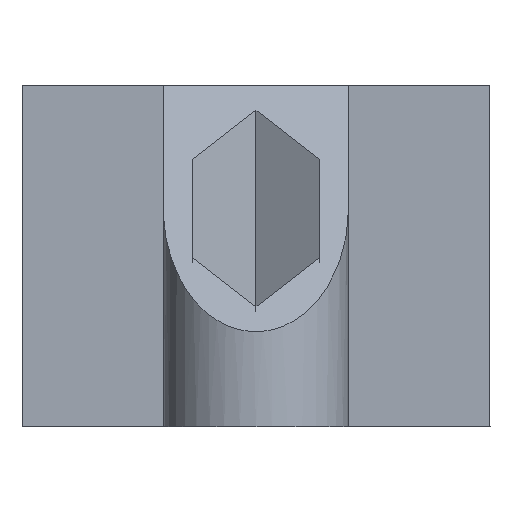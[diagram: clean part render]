
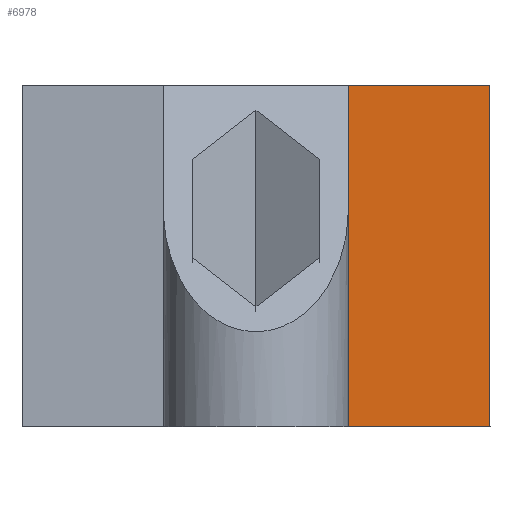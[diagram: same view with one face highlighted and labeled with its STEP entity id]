
A CAD part, left-side view. The second image highlights one B-rep face of the part: STEP entity #6978.
In plain terms, the highlighted planar face has unit normal (-1, 0, 0).
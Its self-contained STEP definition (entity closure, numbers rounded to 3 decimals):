
#263 = PLANE('',#264);
#264 = AXIS2_PLACEMENT_3D('',#265,#266,#267);
#265 = CARTESIAN_POINT('',(0.,0.,24.3));
#266 = DIRECTION('',(0.,0.,1.));
#267 = DIRECTION('',(1.,0.,0.));
#566 = PLANE('',#567);
#567 = AXIS2_PLACEMENT_3D('',#568,#569,#570);
#568 = CARTESIAN_POINT('',(20.2,-15.,-20.2));
#569 = DIRECTION('',(0.,1.,0.));
#570 = DIRECTION('',(-1.,0.,0.));
#792 = EDGE_CURVE('',#793,#795,#797,.T.);
#793 = VERTEX_POINT('',#794);
#794 = CARTESIAN_POINT('',(-20.2,-15.,24.3));
#795 = VERTEX_POINT('',#796);
#796 = CARTESIAN_POINT('',(-20.2,-5.934,24.3));
#797 = SURFACE_CURVE('',#798,(#802,#809),.PCURVE_S1.);
#798 = LINE('',#799,#800);
#799 = CARTESIAN_POINT('',(-20.2,0.,24.3));
#800 = VECTOR('',#801,1.);
#801 = DIRECTION('',(0.,1.,0.));
#802 = PCURVE('',#263,#803);
#803 = DEFINITIONAL_REPRESENTATION('',(#804),#808);
#804 = LINE('',#805,#806);
#805 = CARTESIAN_POINT('',(-20.2,0.));
#806 = VECTOR('',#807,1.);
#807 = DIRECTION('',(0.,1.));
#808 = ( GEOMETRIC_REPRESENTATION_CONTEXT(2) 
PARAMETRIC_REPRESENTATION_CONTEXT() REPRESENTATION_CONTEXT('2D SPACE',''
  ) );
#809 = PCURVE('',#810,#815);
#810 = PLANE('',#811);
#811 = AXIS2_PLACEMENT_3D('',#812,#813,#814);
#812 = CARTESIAN_POINT('',(-20.2,-15.,-20.2));
#813 = DIRECTION('',(1.,0.,0.));
#814 = DIRECTION('',(0.,1.,0.));
#815 = DEFINITIONAL_REPRESENTATION('',(#816),#820);
#816 = LINE('',#817,#818);
#817 = CARTESIAN_POINT('',(15.,44.5));
#818 = VECTOR('',#819,1.);
#819 = DIRECTION('',(1.,0.));
#820 = ( GEOMETRIC_REPRESENTATION_CONTEXT(2) 
PARAMETRIC_REPRESENTATION_CONTEXT() REPRESENTATION_CONTEXT('2D SPACE',''
  ) );
#2637 = PLANE('',#2638);
#2638 = AXIS2_PLACEMENT_3D('',#2639,#2640,#2641);
#2639 = CARTESIAN_POINT('',(-32.079,-15.,2.4));
#2640 = DIRECTION('',(0.,0.,1.));
#2641 = DIRECTION('',(1.,0.,0.));
#6881 = VERTEX_POINT('',#6882);
#6882 = CARTESIAN_POINT('',(-20.2,-15.,2.4));
#6903 = EDGE_CURVE('',#793,#6881,#6904,.T.);
#6904 = SURFACE_CURVE('',#6905,(#6909,#6916),.PCURVE_S1.);
#6905 = LINE('',#6906,#6907);
#6906 = CARTESIAN_POINT('',(-20.2,-15.,24.3));
#6907 = VECTOR('',#6908,1.);
#6908 = DIRECTION('',(0.,0.,-1.));
#6909 = PCURVE('',#566,#6910);
#6910 = DEFINITIONAL_REPRESENTATION('',(#6911),#6915);
#6911 = LINE('',#6912,#6913);
#6912 = CARTESIAN_POINT('',(40.4,44.5));
#6913 = VECTOR('',#6914,1.);
#6914 = DIRECTION('',(0.,-1.));
#6915 = ( GEOMETRIC_REPRESENTATION_CONTEXT(2) 
PARAMETRIC_REPRESENTATION_CONTEXT() REPRESENTATION_CONTEXT('2D SPACE',''
  ) );
#6916 = PCURVE('',#810,#6917);
#6917 = DEFINITIONAL_REPRESENTATION('',(#6918),#6922);
#6918 = LINE('',#6919,#6920);
#6919 = CARTESIAN_POINT('',(0.,44.5));
#6920 = VECTOR('',#6921,1.);
#6921 = DIRECTION('',(0.,-1.));
#6922 = ( GEOMETRIC_REPRESENTATION_CONTEXT(2) 
PARAMETRIC_REPRESENTATION_CONTEXT() REPRESENTATION_CONTEXT('2D SPACE',''
  ) );
#6978 = ADVANCED_FACE('',(#6979),#810,.F.);
#6979 = FACE_BOUND('',#6980,.F.);
#6980 = EDGE_LOOP('',(#6981,#7009,#7010,#7011));
#6981 = ORIENTED_EDGE('',*,*,#6982,.F.);
#6982 = EDGE_CURVE('',#795,#6983,#6985,.T.);
#6983 = VERTEX_POINT('',#6984);
#6984 = CARTESIAN_POINT('',(-20.2,-5.934,2.4));
#6985 = SURFACE_CURVE('',#6986,(#6990,#6997),.PCURVE_S1.);
#6986 = LINE('',#6987,#6988);
#6987 = CARTESIAN_POINT('',(-20.2,-5.934,24.3));
#6988 = VECTOR('',#6989,1.);
#6989 = DIRECTION('',(0.,0.,-1.));
#6990 = PCURVE('',#810,#6991);
#6991 = DEFINITIONAL_REPRESENTATION('',(#6992),#6996);
#6992 = LINE('',#6993,#6994);
#6993 = CARTESIAN_POINT('',(9.066,44.5));
#6994 = VECTOR('',#6995,1.);
#6995 = DIRECTION('',(0.,-1.));
#6996 = ( GEOMETRIC_REPRESENTATION_CONTEXT(2) 
PARAMETRIC_REPRESENTATION_CONTEXT() REPRESENTATION_CONTEXT('2D SPACE',''
  ) );
#6997 = PCURVE('',#6998,#7003);
#6998 = PLANE('',#6999);
#6999 = AXIS2_PLACEMENT_3D('',#7000,#7001,#7002);
#7000 = CARTESIAN_POINT('',(-26.144,-5.934,-8.5));
#7001 = DIRECTION('',(0.,-1.,-0.));
#7002 = DIRECTION('',(0.,0.,1.));
#7003 = DEFINITIONAL_REPRESENTATION('',(#7004),#7008);
#7004 = LINE('',#7005,#7006);
#7005 = CARTESIAN_POINT('',(32.8,-5.944));
#7006 = VECTOR('',#7007,1.);
#7007 = DIRECTION('',(-1.,0.));
#7008 = ( GEOMETRIC_REPRESENTATION_CONTEXT(2) 
PARAMETRIC_REPRESENTATION_CONTEXT() REPRESENTATION_CONTEXT('2D SPACE',''
  ) );
#7009 = ORIENTED_EDGE('',*,*,#792,.F.);
#7010 = ORIENTED_EDGE('',*,*,#6903,.T.);
#7011 = ORIENTED_EDGE('',*,*,#7012,.F.);
#7012 = EDGE_CURVE('',#6983,#6881,#7013,.T.);
#7013 = SURFACE_CURVE('',#7014,(#7018,#7024),.PCURVE_S1.);
#7014 = LINE('',#7015,#7016);
#7015 = CARTESIAN_POINT('',(-20.2,-15.,2.4));
#7016 = VECTOR('',#7017,1.);
#7017 = DIRECTION('',(0.,-1.,0.));
#7018 = PCURVE('',#810,#7019);
#7019 = DEFINITIONAL_REPRESENTATION('',(#7020),#7023);
#7020 = B_SPLINE_CURVE_WITH_KNOTS('',1,(#7021,#7022),.UNSPECIFIED.,.F.,
  .F.,(2,2),(-9.066,0.),
  .PIECEWISE_BEZIER_KNOTS.);
#7021 = CARTESIAN_POINT('',(9.066,22.6));
#7022 = CARTESIAN_POINT('',(0.,22.6));
#7023 = ( GEOMETRIC_REPRESENTATION_CONTEXT(2) 
PARAMETRIC_REPRESENTATION_CONTEXT() REPRESENTATION_CONTEXT('2D SPACE',''
  ) );
#7024 = PCURVE('',#2637,#7025);
#7025 = DEFINITIONAL_REPRESENTATION('',(#7026),#7029);
#7026 = B_SPLINE_CURVE_WITH_KNOTS('',1,(#7027,#7028),.UNSPECIFIED.,.F.,
  .F.,(2,2),(-9.066,0.),
  .PIECEWISE_BEZIER_KNOTS.);
#7027 = CARTESIAN_POINT('',(11.879,9.066));
#7028 = CARTESIAN_POINT('',(11.879,0.));
#7029 = ( GEOMETRIC_REPRESENTATION_CONTEXT(2) 
PARAMETRIC_REPRESENTATION_CONTEXT() REPRESENTATION_CONTEXT('2D SPACE',''
  ) );
